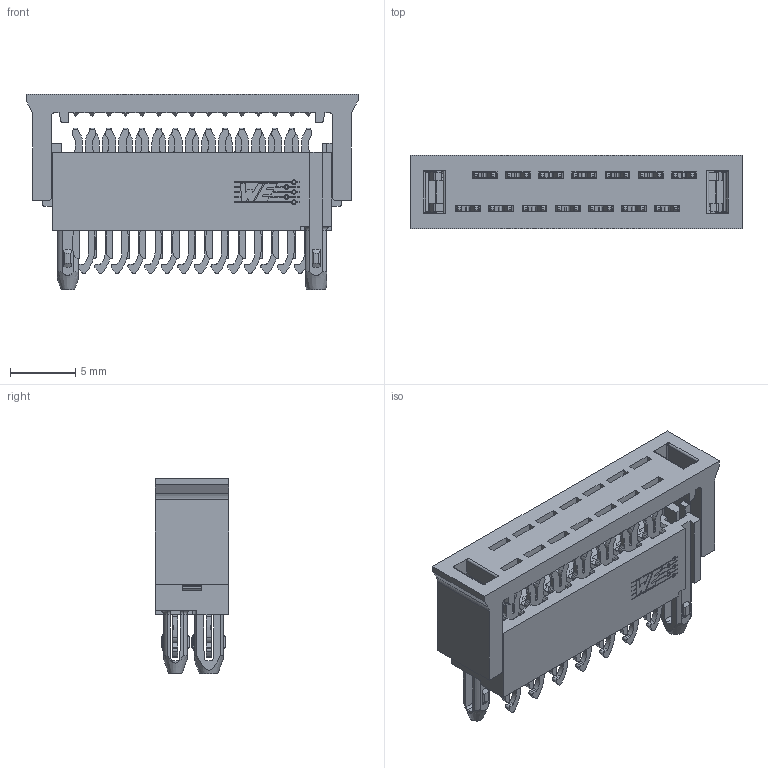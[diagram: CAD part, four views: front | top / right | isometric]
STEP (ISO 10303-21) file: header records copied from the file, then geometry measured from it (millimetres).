
FILE_DESCRIPTION(/* description */ ('Unknown'),/* implementation_level */ '2;1');
FILE_NAME(/* name */ '490107671412',/* time_stamp */ '2019-03-18T15:10:16+01:00',/* author */ ('Unknown'),/* organization */ ('Unknown'),/* preprocessor_version */ 'ST-DEVELOPER v16.7',/* originating_system */ 'DEX',/* authorisation */ $);
FILE_SCHEMA (('AUTOMOTIVE_DESIGN {1 0 10303 214 3 1 1}'));
Length unit declared in the file: millimetre
Products named in the file (4): WST1P2.54_14; CT422_00.4.1.1.1.1.1; BS697_14; BS698_14
Assembly tree (16 placements, depth 2):
  WST1P2.54_14
    CT422_00.4.1.1.1.1.1  x14
    BS697_14
    BS698_14
Bounding box: 25.37 x 5.6 x 14.95 mm (x, y, z)
Volume: 903.5 mm3; surface area: 2481.9 mm2
Topology: 16 solids, 16 shells, 2910 faces, 8351 edges, 5477 vertices
Faces by surface type: plane 1853, cylinder 1007, bspline 32, cone 10, torus 8
Full cylindrical faces by diameter (mm): 0.241 x4
Entity records: 60247 total; most frequent: CARTESIAN_POINT 11535, ORIENTED_EDGE 9900, DIRECTION 9227, EDGE_CURVE 4950, LINE 3895, VECTOR 3895, VERTEX_POINT 3213, AXIS2_PLACEMENT_3D 2666
